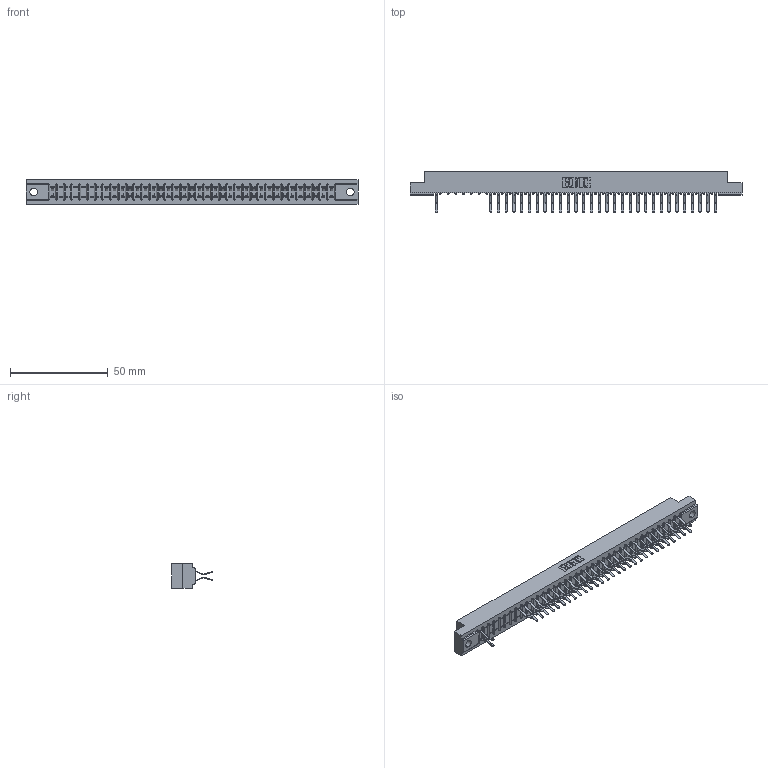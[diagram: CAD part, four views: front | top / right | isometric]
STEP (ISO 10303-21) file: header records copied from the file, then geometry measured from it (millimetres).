
FILE_DESCRIPTION (( 'STEP AP203' ), '1' );
FILE_NAME ('307-074-560-204.STEP', '2018-08-06T16:35:49', ( '' ), ( '' ), 'SwSTEP 2.0', 'SolidWorks 2016', '' );
FILE_SCHEMA (( 'CONFIG_CONTROL_DESIGN' ));
Length unit declared in the file: inch
Products named in the file (3): 307 Part_.156 Dia Mounting Holes; 307-290-001_560; 307-074-560-204
Assembly tree (62 placements, depth 2):
  307-074-560-204
    307 Part_.156 Dia Mounting Holes
    307-290-001_560  x61
Bounding box: 169.62 x 20.73 x 12.7 mm (x, y, z)
Volume: 17803.5 mm3; surface area: 20820.3 mm2
Topology: 62 solids, 62 shells, 3350 faces, 9437 edges, 6106 vertices
Faces by surface type: plane 2175, cylinder 1099, sphere 76
Entity records: 33626 total; most frequent: CARTESIAN_POINT 5562, ORIENTED_EDGE 5522, DIRECTION 5429, EDGE_CURVE 2761, LINE 2123, VECTOR 2123, VERTEX_POINT 1786, AXIS2_PLACEMENT_3D 1653
